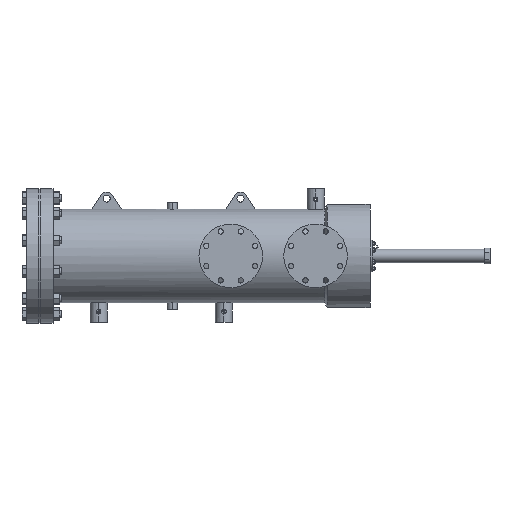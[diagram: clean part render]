
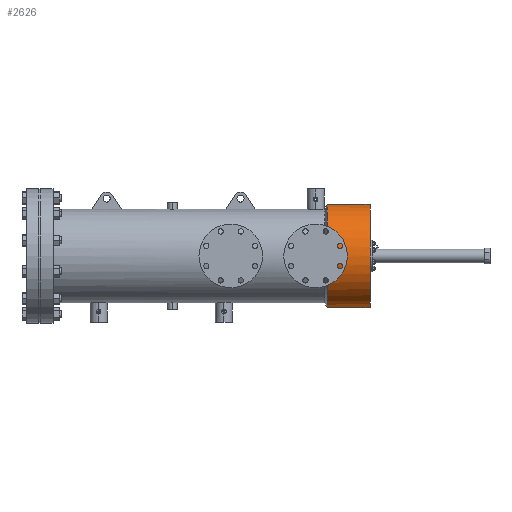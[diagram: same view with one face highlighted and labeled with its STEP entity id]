
A CAD part, top view. The second image highlights one B-rep face of the part: STEP entity #2626.
In plain terms, the highlighted cylindrical face has radius 185.179 mm (diameter 370.357 mm), a partial arc.
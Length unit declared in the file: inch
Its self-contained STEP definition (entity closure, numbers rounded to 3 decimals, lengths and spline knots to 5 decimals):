
#482 = DIRECTION ( 'NONE',  ( 0., 1., 0. ) ) ;
#496 = CARTESIAN_POINT ( 'NONE',  ( 43.11572, -0.44389, 7.27705 ) ) ;
#546 = CARTESIAN_POINT ( 'NONE',  ( 43.13407, 0.34541, 7.28262 ) ) ;
#574 = CARTESIAN_POINT ( 'NONE',  ( 43.05602, -0.67863, 7.25915 ) ) ;
#642 = CARTESIAN_POINT ( 'NONE',  ( 42.90014, -1.05801, 7.21429 ) ) ;
#715 = CARTESIAN_POINT ( 'NONE',  ( 43.14707, -0.27476, 7.28658 ) ) ;
#1110 = CARTESIAN_POINT ( 'NONE',  ( 42.67174, -1.40084, 7.15487 ) ) ;
#1291 = VERTEX_POINT ( 'NONE', #4100 ) ;
#2112 = CARTESIAN_POINT ( 'NONE',  ( 43.03425, -0.7439, 7.25273 ) ) ;
#2626 = ADVANCED_FACE ( 'NONE', ( #5906 ), #16172, .T. ) ;
#2773 = CIRCLE ( 'NONE', #10579, 7.2905 ) ;
#3201 = DIRECTION ( 'NONE',  ( 1., 0., 0. ) ) ;
#3330 = VERTEX_POINT ( 'NONE', #6674 ) ;
#3715 = CARTESIAN_POINT ( 'NONE',  ( 43.14362, 0.27714, 7.28555 ) ) ;
#4100 = CARTESIAN_POINT ( 'NONE',  ( 48.61968, -7.2905, 0. ) ) ;
#4635 = EDGE_CURVE ( 'NONE', #9947, #3330, #2773, .T. ) ;
#4667 = CIRCLE ( 'NONE', #6986, 7.2905 ) ;
#4853 = ORIENTED_EDGE ( 'NONE', *, *, #4635, .T. ) ;
#5310 = CARTESIAN_POINT ( 'NONE',  ( 43.15968, 0., 7.2905 ) ) ;
#5380 = CARTESIAN_POINT ( 'NONE',  ( 42.8627, 1.11931, 7.2043 ) ) ;
#5527 = EDGE_CURVE ( 'NONE', #13617, #7033, #15290, .T. ) ;
#5608 = CARTESIAN_POINT ( 'NONE',  ( 42.9605, -0.93562, 7.23135 ) ) ;
#5704 = DIRECTION ( 'NONE',  ( 0., 1., 0. ) ) ;
#5714 = VERTEX_POINT ( 'NONE', #13991 ) ;
#5745 = CARTESIAN_POINT ( 'NONE',  ( 42.58219, -1.50506, 7.13345 ) ) ;
#5906 = FACE_OUTER_BOUND ( 'NONE', #9578, .T. ) ;
#6128 = EDGE_CURVE ( 'NONE', #3330, #13617, #15148, .T. ) ;
#6295 = LINE ( 'NONE', #21018, #11941 ) ;
#6674 = CARTESIAN_POINT ( 'NONE',  ( 42.58219, 1.50506, 7.13345 ) ) ;
#6986 = AXIS2_PLACEMENT_3D ( 'NONE', #18676, #17057, #5704 ) ;
#7011 = CARTESIAN_POINT ( 'NONE',  ( 43.15888, 0.06921, 7.29025 ) ) ;
#7033 = VERTEX_POINT ( 'NONE', #17513 ) ;
#7042 = CARTESIAN_POINT ( 'NONE',  ( 43.08429, -0.57858, 7.26758 ) ) ;
#7227 = CARTESIAN_POINT ( 'NONE',  ( 42.89576, 1.05957, 7.21336 ) ) ;
#8572 = CARTESIAN_POINT ( 'NONE',  ( 48.61968, 7.2905, 0. ) ) ;
#8657 = CARTESIAN_POINT ( 'NONE',  ( 42.67432, 1.40268, 7.15505 ) ) ;
#8686 = CARTESIAN_POINT ( 'NONE',  ( 42.79191, -1.23324, 7.18549 ) ) ;
#8792 = CARTESIAN_POINT ( 'NONE',  ( 43.15324, 0.17352, 7.28851 ) ) ;
#9301 = VECTOR ( 'NONE', #13711, 39.37008 ) ;
#9578 = EDGE_LOOP ( 'NONE', ( #11132, #15555, #12874, #10705, #4853, #12208, #19947 ) ) ;
#9947 = VERTEX_POINT ( 'NONE', #18927 ) ;
#10251 = CARTESIAN_POINT ( 'NONE',  ( 43.15968, -0.13808, 7.2905 ) ) ;
#10287 = CARTESIAN_POINT ( 'NONE',  ( 43.09626, 0.5479, 7.27114 ) ) ;
#10316 = CARTESIAN_POINT ( 'NONE',  ( 42.75329, -1.29026, 7.17547 ) ) ;
#10358 = CARTESIAN_POINT ( 'NONE',  ( 42.94141, 0.96733, 7.2261 ) ) ;
#10579 = AXIS2_PLACEMENT_3D ( 'NONE', #15935, #14356, #14142 ) ;
#10705 = ORIENTED_EDGE ( 'NONE', *, *, #20807, .F. ) ;
#11128 = DIRECTION ( 'NONE',  ( 0., 1., 0. ) ) ;
#11132 = ORIENTED_EDGE ( 'NONE', *, *, #13712, .T. ) ;
#11512 = CARTESIAN_POINT ( 'NONE',  ( 43.15968, 0., 7.2905 ) ) ;
#11818 = CARTESIAN_POINT ( 'NONE',  ( 65.59314, 0., 0. ) ) ;
#11881 = CARTESIAN_POINT ( 'NONE',  ( 42.58219, 1.50506, 7.13345 ) ) ;
#11912 = CARTESIAN_POINT ( 'NONE',  ( 43.10867, -0.47763, 7.27491 ) ) ;
#11941 = VECTOR ( 'NONE', #3201, 39.37008 ) ;
#11988 = CARTESIAN_POINT ( 'NONE',  ( 42.81057, -1.20428, 7.1904 ) ) ;
#12034 = CARTESIAN_POINT ( 'NONE',  ( 42.7558, 1.2934, 7.17581 ) ) ;
#12158 = CARTESIAN_POINT ( 'NONE',  ( 42.98376, 0.87286, 7.23813 ) ) ;
#12208 = ORIENTED_EDGE ( 'NONE', *, *, #6128, .T. ) ;
#12874 = ORIENTED_EDGE ( 'NONE', *, *, #17273, .F. ) ;
#12988 = EDGE_CURVE ( 'NONE', #5714, #1291, #16233, .T. ) ;
#13518 = VERTEX_POINT ( 'NONE', #8572 ) ;
#13617 = VERTEX_POINT ( 'NONE', #11512 ) ;
#13711 = DIRECTION ( 'NONE',  ( 1., 0., 0. ) ) ;
#13712 = EDGE_CURVE ( 'NONE', #7033, #5714, #4667, .T. ) ;
#13716 = CARTESIAN_POINT ( 'NONE',  ( 42.73337, -1.31827, 7.17037 ) ) ;
#13765 = CARTESIAN_POINT ( 'NONE',  ( 43.15567, 0.13868, 7.28926 ) ) ;
#13839 = CARTESIAN_POINT ( 'NONE',  ( 42.99697, 0.84077, 7.24193 ) ) ;
#13991 = CARTESIAN_POINT ( 'NONE',  ( 42.58219, -7.2905, 0. ) ) ;
#14142 = DIRECTION ( 'NONE',  ( 0., 1., 0. ) ) ;
#14356 = DIRECTION ( 'NONE',  ( 1., 0., 0. ) ) ;
#14404 = AXIS2_PLACEMENT_3D ( 'NONE', #11818, #16791, #482 ) ;
#15055 = CIRCLE ( 'NONE', #21021, 7.2905 ) ;
#15131 = CARTESIAN_POINT ( 'NONE',  ( 43.15968, 0.03456, 7.2905 ) ) ;
#15148 = B_SPLINE_CURVE_WITH_KNOTS ( 'NONE', 3,
 ( #11881, #8657, #12034, #5380, #7227, #10358, #16994, #12158, #13839, #18615, #10287, #546, #3715, #8792, #13765, #7011, #15131, #5310 ),
 .UNSPECIFIED., .F., .F.,
 ( 4, 2, 2, 2, 2, 2, 2, 2, 4 ),
 ( 0., 0.01048, 0.01572, 0.01834, 0.02095, 0.03143, 0.03667, 0.03929, 0.04191 ),
 .UNSPECIFIED. ) ;
#15162 = CARTESIAN_POINT ( 'NONE',  ( 43.15968, 0., 7.2905 ) ) ;
#15290 = B_SPLINE_CURVE_WITH_KNOTS ( 'NONE', 3,
 ( #15162, #10251, #715, #496, #11912, #15448, #7042, #574, #2112, #5608, #642, #11988, #8686, #10316, #13716, #1110, #17237, #5745 ),
 .UNSPECIFIED., .F., .F.,
 ( 4, 2, 2, 2, 2, 2, 2, 2, 4 ),
 ( 0.04191, 0.05237, 0.05499, 0.05761, 0.06284, 0.0733, 0.07592, 0.07854, 0.08377 ),
 .UNSPECIFIED. ) ;
#15448 = CARTESIAN_POINT ( 'NONE',  ( 43.09296, -0.54494, 7.27018 ) ) ;
#15555 = ORIENTED_EDGE ( 'NONE', *, *, #12988, .T. ) ;
#15897 = CARTESIAN_POINT ( 'NONE',  ( 48.61968, 0., 0. ) ) ;
#15935 = CARTESIAN_POINT ( 'NONE',  ( 42.58219, 0., 0. ) ) ;
#16172 = CYLINDRICAL_SURFACE ( 'NONE', #14404, 7.2905 ) ;
#16233 = LINE ( 'NONE', #16445, #9301 ) ;
#16445 = CARTESIAN_POINT ( 'NONE',  ( 65.59314, -7.2905, 0. ) ) ;
#16791 = DIRECTION ( 'NONE',  ( 1., 0., 0. ) ) ;
#16994 = CARTESIAN_POINT ( 'NONE',  ( 42.95598, 0.93614, 7.23021 ) ) ;
#17057 = DIRECTION ( 'NONE',  ( 1., 0., 0. ) ) ;
#17237 = CARTESIAN_POINT ( 'NONE',  ( 42.6282, -1.45393, 7.14424 ) ) ;
#17273 = EDGE_CURVE ( 'NONE', #13518, #1291, #15055, .T. ) ;
#17513 = CARTESIAN_POINT ( 'NONE',  ( 42.58219, -1.50506, 7.13345 ) ) ;
#18615 = CARTESIAN_POINT ( 'NONE',  ( 43.05896, 0.67979, 7.25989 ) ) ;
#18676 = CARTESIAN_POINT ( 'NONE',  ( 42.58219, 0., 0. ) ) ;
#18927 = CARTESIAN_POINT ( 'NONE',  ( 42.58219, 7.2905, 0. ) ) ;
#19287 = DIRECTION ( 'NONE',  ( 1., 0., 0. ) ) ;
#19947 = ORIENTED_EDGE ( 'NONE', *, *, #5527, .T. ) ;
#20807 = EDGE_CURVE ( 'NONE', #9947, #13518, #6295, .T. ) ;
#21018 = CARTESIAN_POINT ( 'NONE',  ( 65.59314, 7.2905, 0. ) ) ;
#21021 = AXIS2_PLACEMENT_3D ( 'NONE', #15897, #19287, #11128 ) ;
